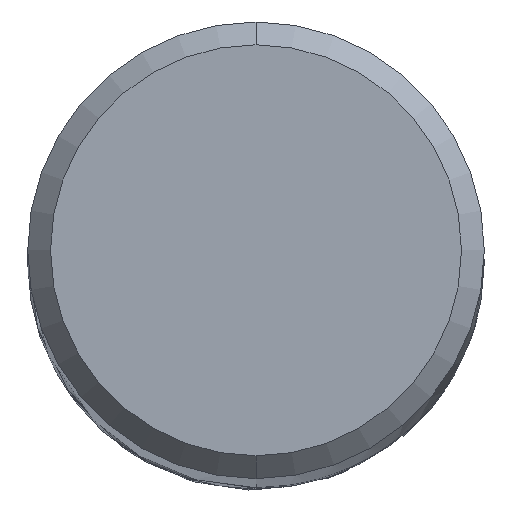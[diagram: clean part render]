
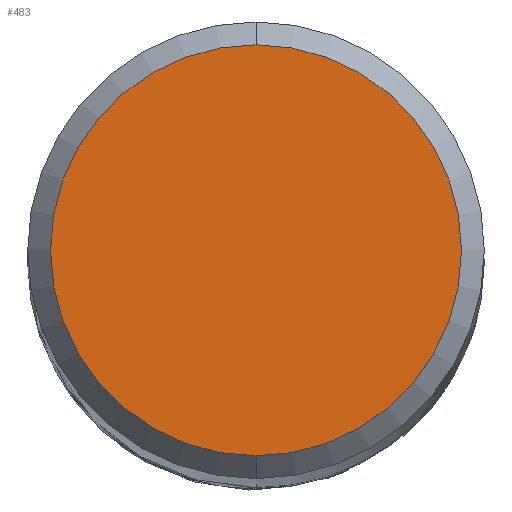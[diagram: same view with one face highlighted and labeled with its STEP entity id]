
A CAD part, top view. The second image highlights one B-rep face of the part: STEP entity #483.
In plain terms, the highlighted planar face has unit normal (0, 0, 1).
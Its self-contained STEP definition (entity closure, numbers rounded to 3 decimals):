
#291=VERTEX_POINT('',#799);
#435=VERTEX_POINT('',#958);
#475=EDGE_CURVE('',#291,#435,#1003,.T.);
#483=ADVANCED_FACE('',(#1011),#1012,.T.);
#567=EDGE_CURVE('',#435,#291,#1101,.T.);
#799=CARTESIAN_POINT('',(0.,-4.5,0.0));
#958=CARTESIAN_POINT('',(0.0,4.5,0.0));
#1003=CIRCLE('',#2934,4.5);
#1011=FACE_OUTER_BOUND('',#2945,.T.);
#1012=PLANE('',#2946);
#1101=CIRCLE('',#3264,4.5);
#2934=AXIS2_PLACEMENT_3D('',#5158,#5159,#5160);
#2945=EDGE_LOOP('',(#5166,#5167));
#2946=AXIS2_PLACEMENT_3D('',#5168,#5169,#5170);
#3264=AXIS2_PLACEMENT_3D('',#5255,#5256,#5257);
#5158=CARTESIAN_POINT('',(0.0,0.0,0.0));
#5159=DIRECTION('',(0.0,0.0,-1.0));
#5160=DIRECTION('',(0.0,1.0,0.0));
#5166=ORIENTED_EDGE('',*,*,#567,.F.);
#5167=ORIENTED_EDGE('',*,*,#475,.F.);
#5168=CARTESIAN_POINT('',(0.0,2.25,0.0));
#5169=DIRECTION('',(-0.0,0.0,1.0));
#5170=DIRECTION('',(0.0,-1.0,0.0));
#5255=CARTESIAN_POINT('',(0.0,0.0,0.0));
#5256=DIRECTION('',(0.0,0.0,-1.0));
#5257=DIRECTION('',(0.0,1.0,0.0));
